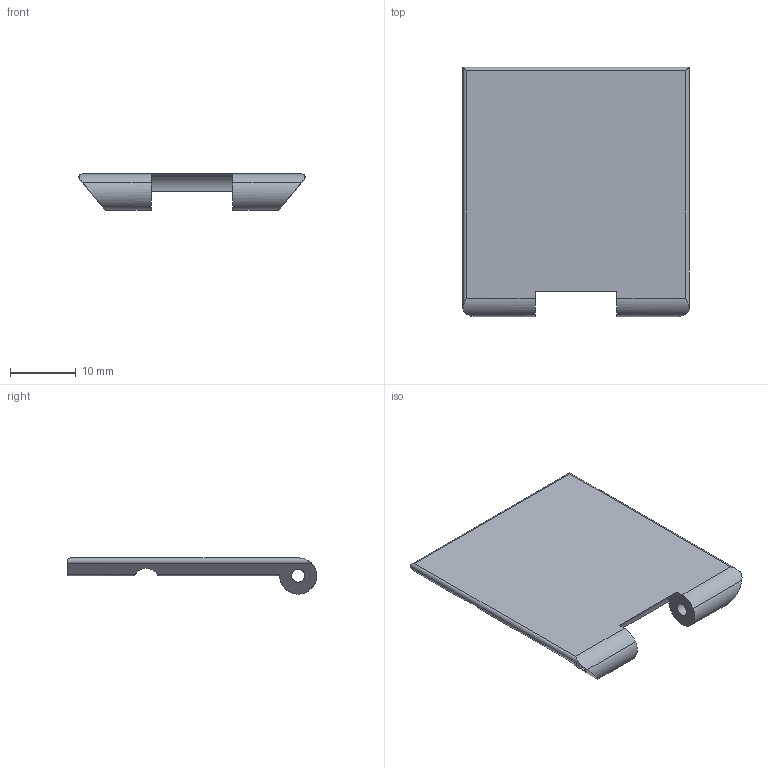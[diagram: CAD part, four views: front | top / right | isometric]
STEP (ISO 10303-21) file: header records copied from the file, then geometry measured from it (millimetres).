
FILE_DESCRIPTION(/* description */ (''),/* implementation_level */ '2;1');
FILE_NAME(/* name */ 'Measure Marker 1.step',/* time_stamp */ '2019-09-05T10:22:34-07:00',/* author */ (''),/* organization */ (''),/* preprocessor_version */ 'ST-DEVELOPER v18',/* originating_system */ 'Autodesk Translation Framework v8.2.0.1029',/* authorisation */ '');
FILE_SCHEMA (('AUTOMOTIVE_DESIGN { 1 0 10303 214 3 1 1 }'));
Length unit declared in the file: millimetre
Products named in the file (1): Measure Marker 1
Bounding box: 34.39 x 37.9 x 5.5 mm (x, y, z)
Volume: 3231.8 mm3; surface area: 2986 mm2
Topology: 1 solids, 1 shells, 23 faces, 63 edges, 42 vertices
Faces by surface type: cylinder 15, plane 8
Full cylindrical faces by diameter (mm): 2 x2
Entity records: 824 total; most frequent: CARTESIAN_POINT 189, ORIENTED_EDGE 126, DIRECTION 125, EDGE_CURVE 63, AXIS2_PLACEMENT_3D 46, VERTEX_POINT 42, LINE 33, VECTOR 33
